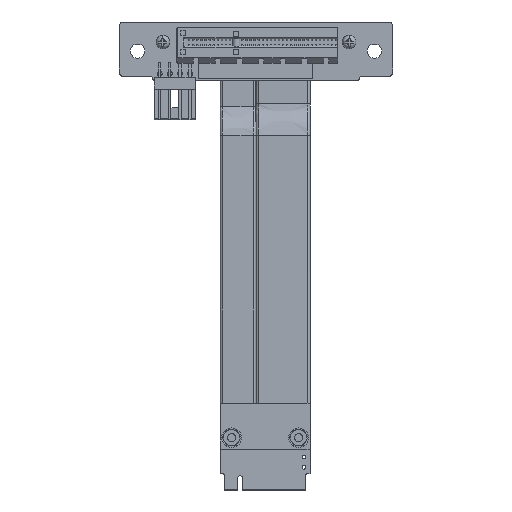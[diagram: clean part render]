
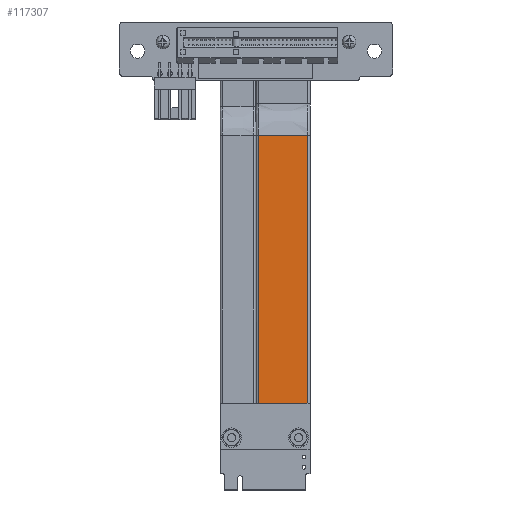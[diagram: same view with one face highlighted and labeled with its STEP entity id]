
A CAD part, top view. The second image highlights one B-rep face of the part: STEP entity #117307.
In plain terms, the highlighted planar face has unit normal (0, 0, 1).
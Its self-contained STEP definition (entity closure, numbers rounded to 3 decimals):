
#117307 = ADVANCED_FACE('',(#117308),#117342,.F.);
#117308 = FACE_BOUND('',#117309,.T.);
#117309 = EDGE_LOOP('',(#117310,#117320,#117328,#117336));
#117310 = ORIENTED_EDGE('',*,*,#117311,.F.);
#117311 = EDGE_CURVE('',#117312,#117314,#117316,.T.);
#117312 = VERTEX_POINT('',#117313);
#117313 = CARTESIAN_POINT('',(-12.6,68.057,1.4));
#117314 = VERTEX_POINT('',#117315);
#117315 = CARTESIAN_POINT('',(-0.6,68.057,1.4));
#117316 = LINE('',#117317,#117318);
#117317 = CARTESIAN_POINT('',(-13.2,68.057,1.4));
#117318 = VECTOR('',#117319,1.);
#117319 = DIRECTION('',(1.,0.,0.));
#117320 = ORIENTED_EDGE('',*,*,#117321,.T.);
#117321 = EDGE_CURVE('',#117312,#117322,#117324,.T.);
#117322 = VERTEX_POINT('',#117323);
#117323 = CARTESIAN_POINT('',(-12.6,0.,1.4));
#117324 = LINE('',#117325,#117326);
#117325 = CARTESIAN_POINT('',(-12.6,81.303,1.4));
#117326 = VECTOR('',#117327,1.);
#117327 = DIRECTION('',(0.,-1.,0.));
#117328 = ORIENTED_EDGE('',*,*,#117329,.T.);
#117329 = EDGE_CURVE('',#117322,#117330,#117332,.T.);
#117330 = VERTEX_POINT('',#117331);
#117331 = CARTESIAN_POINT('',(-0.6,0.,1.4));
#117332 = LINE('',#117333,#117334);
#117333 = CARTESIAN_POINT('',(-13.2,0.,1.4));
#117334 = VECTOR('',#117335,1.);
#117335 = DIRECTION('',(1.,0.,0.));
#117336 = ORIENTED_EDGE('',*,*,#117337,.T.);
#117337 = EDGE_CURVE('',#117330,#117314,#117338,.T.);
#117338 = LINE('',#117339,#117340);
#117339 = CARTESIAN_POINT('',(-0.6,81.303,1.4));
#117340 = VECTOR('',#117341,1.);
#117341 = DIRECTION('',(0.,1.,0.));
#117342 = PLANE('',#117343);
#117343 = AXIS2_PLACEMENT_3D('',#117344,#117345,#117346);
#117344 = CARTESIAN_POINT('',(-13.2,81.303,1.4));
#117345 = DIRECTION('',(0.,0.,-1.));
#117346 = DIRECTION('',(-1.,0.,0.));
